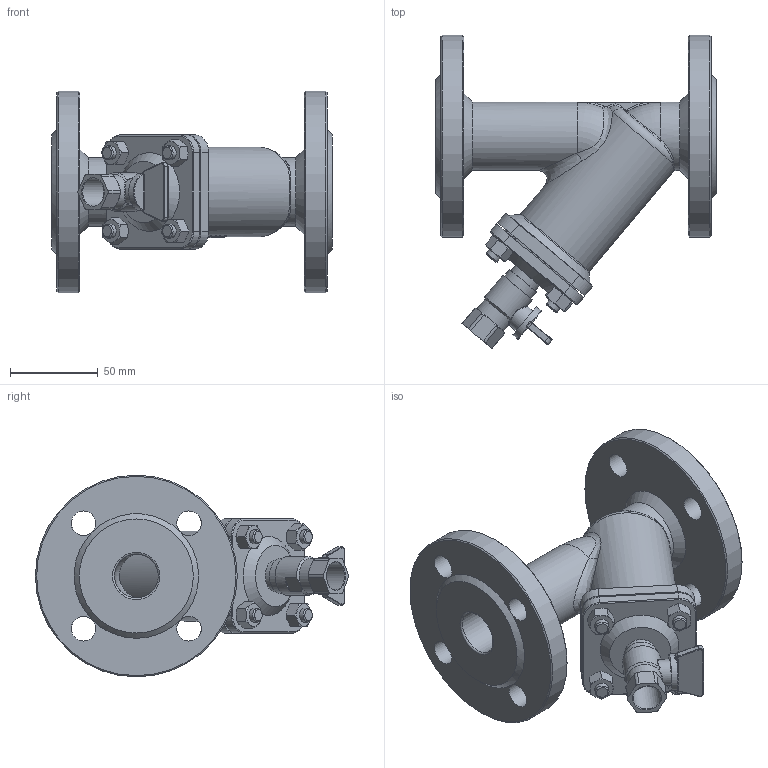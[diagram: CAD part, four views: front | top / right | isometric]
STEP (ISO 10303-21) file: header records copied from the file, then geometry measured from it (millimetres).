
FILE_DESCRIPTION(/* description */ (''),/* implementation_level */ '2;1');
FILE_NAME(/* name */ 'DN25_3D_STEP.stp',/* time_stamp */ '2024-11-30T20:01:46+03:00',/* author */ ('igorr'),/* organization */ (''),/* preprocessor_version */ 'ST-DEVELOPER v20',/* originating_system */ 'Autodesk Inventor 2025',/* authorisation */ '');
FILE_SCHEMA (('AUTOMOTIVE_DESIGN { 1 0 10303 214 3 1 1 }'));
Length unit declared in the file: millimetre
Products named in the file (4): Сборка; Деталь1; Деталь2; ANSI B18.2.4.2M - M8x1,25
Assembly tree (6 placements, depth 2):
  Сборка
    Деталь1
    Деталь2
    ANSI B18.2.4.2M - M8x1,25  x4
Bounding box: 160 x 178.48 x 115 mm (x, y, z)
Volume: 588959.5 mm3; surface area: 108565.9 mm2
Topology: 6 solids, 6 shells, 364 faces, 874 edges, 539 vertices
Faces by surface type: plane 123, cone 82, cylinder 73, bspline 59, torus 25, sphere 2
Full cylindrical faces by diameter (mm): 6.647 x4, 8 x8, 14 x8, 15 x1, 16 x1, 18 x1, 20 x2, 21 x1, 22 x1, 25 x2, 39 x2, 51 x2, 115 x2
Entity records: 11498 total; most frequent: CARTESIAN_POINT 4338, ORIENTED_EDGE 1448, DIRECTION 1325, EDGE_CURVE 724, AXIS2_PLACEMENT_3D 536, VERTEX_POINT 452, EDGE_LOOP 338, FACE_OUTER_BOUND 295
